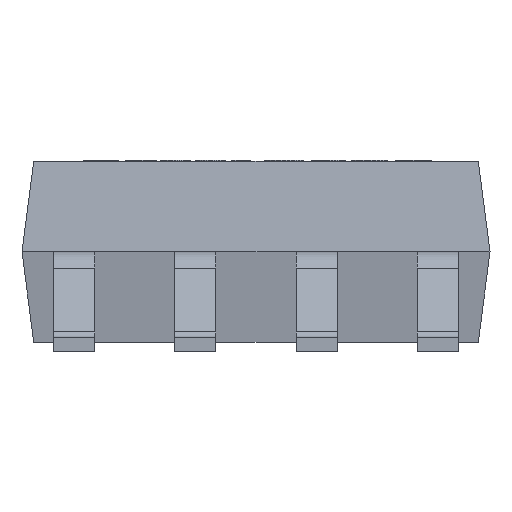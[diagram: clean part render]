
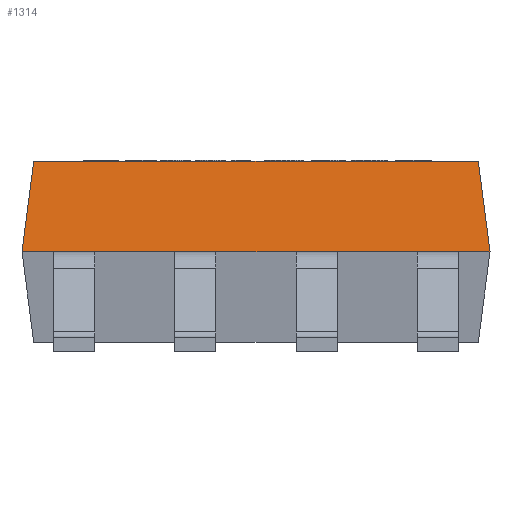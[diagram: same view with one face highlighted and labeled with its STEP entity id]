
A CAD part, left-side view. The second image highlights one B-rep face of the part: STEP entity #1314.
In plain terms, the highlighted free-form (B-spline) face has degree [1, 1] with [2, 2] control points.
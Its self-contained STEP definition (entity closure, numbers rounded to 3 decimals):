
#24 = VERTEX_POINT('',#25);
#25 = CARTESIAN_POINT('',(-2.518,-2.33,2.));
#31 = EDGE_CURVE('',#24,#32,#34,.T.);
#32 = VERTEX_POINT('',#33);
#33 = CARTESIAN_POINT('',(-2.518,2.33,2.));
#34 = LINE('',#35,#36);
#35 = CARTESIAN_POINT('',(-2.518,-2.33,2.));
#36 = VECTOR('',#37,1.);
#37 = DIRECTION('',(0.,1.,0.));
#1203 = EDGE_CURVE('',#24,#1204,#1206,.T.);
#1204 = VERTEX_POINT('',#1205);
#1205 = CARTESIAN_POINT('',(-2.65,-2.453,1.05));
#1206 = B_SPLINE_CURVE_WITH_KNOTS('',1,(#1207,#1208),.UNSPECIFIED.,.F.,
  .F.,(2,2),(0.,1.),.PIECEWISE_BEZIER_KNOTS.);
#1207 = CARTESIAN_POINT('',(-2.518,-2.33,2.));
#1208 = CARTESIAN_POINT('',(-2.65,-2.453,1.05));
#1314 = ADVANCED_FACE('',(#1315),#1396,.T.);
#1315 = FACE_BOUND('',#1316,.T.);
#1316 = EDGE_LOOP('',(#1317,#1318,#1325,#1333,#1341,#1349,#1357,#1365,
    #1373,#1381,#1389,#1395));
#1317 = ORIENTED_EDGE('',*,*,#31,.T.);
#1318 = ORIENTED_EDGE('',*,*,#1319,.T.);
#1319 = EDGE_CURVE('',#32,#1320,#1322,.T.);
#1320 = VERTEX_POINT('',#1321);
#1321 = CARTESIAN_POINT('',(-2.65,2.453,1.05));
#1322 = B_SPLINE_CURVE_WITH_KNOTS('',1,(#1323,#1324),.UNSPECIFIED.,.F.,
  .F.,(2,2),(0.,1.),.PIECEWISE_BEZIER_KNOTS.);
#1323 = CARTESIAN_POINT('',(-2.518,2.33,2.));
#1324 = CARTESIAN_POINT('',(-2.65,2.453,1.05));
#1325 = ORIENTED_EDGE('',*,*,#1326,.F.);
#1326 = EDGE_CURVE('',#1327,#1320,#1329,.T.);
#1327 = VERTEX_POINT('',#1328);
#1328 = CARTESIAN_POINT('',(-2.65,2.12,1.05));
#1329 = LINE('',#1330,#1331);
#1330 = CARTESIAN_POINT('',(-2.65,-2.453,1.05));
#1331 = VECTOR('',#1332,1.);
#1332 = DIRECTION('',(0.,1.,0.));
#1333 = ORIENTED_EDGE('',*,*,#1334,.F.);
#1334 = EDGE_CURVE('',#1335,#1327,#1337,.T.);
#1335 = VERTEX_POINT('',#1336);
#1336 = CARTESIAN_POINT('',(-2.65,1.69,1.05));
#1337 = LINE('',#1338,#1339);
#1338 = CARTESIAN_POINT('',(-2.65,-2.453,1.05));
#1339 = VECTOR('',#1340,1.);
#1340 = DIRECTION('',(0.,1.,0.));
#1341 = ORIENTED_EDGE('',*,*,#1342,.F.);
#1342 = EDGE_CURVE('',#1343,#1335,#1345,.T.);
#1343 = VERTEX_POINT('',#1344);
#1344 = CARTESIAN_POINT('',(-2.65,0.85,1.05));
#1345 = LINE('',#1346,#1347);
#1346 = CARTESIAN_POINT('',(-2.65,-2.453,1.05));
#1347 = VECTOR('',#1348,1.);
#1348 = DIRECTION('',(0.,1.,0.));
#1349 = ORIENTED_EDGE('',*,*,#1350,.F.);
#1350 = EDGE_CURVE('',#1351,#1343,#1353,.T.);
#1351 = VERTEX_POINT('',#1352);
#1352 = CARTESIAN_POINT('',(-2.65,0.42,1.05));
#1353 = LINE('',#1354,#1355);
#1354 = CARTESIAN_POINT('',(-2.65,-2.453,1.05));
#1355 = VECTOR('',#1356,1.);
#1356 = DIRECTION('',(0.,1.,0.));
#1357 = ORIENTED_EDGE('',*,*,#1358,.F.);
#1358 = EDGE_CURVE('',#1359,#1351,#1361,.T.);
#1359 = VERTEX_POINT('',#1360);
#1360 = CARTESIAN_POINT('',(-2.65,-0.42,1.05));
#1361 = LINE('',#1362,#1363);
#1362 = CARTESIAN_POINT('',(-2.65,-2.453,1.05));
#1363 = VECTOR('',#1364,1.);
#1364 = DIRECTION('',(0.,1.,0.));
#1365 = ORIENTED_EDGE('',*,*,#1366,.F.);
#1366 = EDGE_CURVE('',#1367,#1359,#1369,.T.);
#1367 = VERTEX_POINT('',#1368);
#1368 = CARTESIAN_POINT('',(-2.65,-0.85,1.05));
#1369 = LINE('',#1370,#1371);
#1370 = CARTESIAN_POINT('',(-2.65,-2.453,1.05));
#1371 = VECTOR('',#1372,1.);
#1372 = DIRECTION('',(0.,1.,0.));
#1373 = ORIENTED_EDGE('',*,*,#1374,.F.);
#1374 = EDGE_CURVE('',#1375,#1367,#1377,.T.);
#1375 = VERTEX_POINT('',#1376);
#1376 = CARTESIAN_POINT('',(-2.65,-1.69,1.05));
#1377 = LINE('',#1378,#1379);
#1378 = CARTESIAN_POINT('',(-2.65,-2.453,1.05));
#1379 = VECTOR('',#1380,1.);
#1380 = DIRECTION('',(0.,1.,0.));
#1381 = ORIENTED_EDGE('',*,*,#1382,.F.);
#1382 = EDGE_CURVE('',#1383,#1375,#1385,.T.);
#1383 = VERTEX_POINT('',#1384);
#1384 = CARTESIAN_POINT('',(-2.65,-2.12,1.05));
#1385 = LINE('',#1386,#1387);
#1386 = CARTESIAN_POINT('',(-2.65,-2.453,1.05));
#1387 = VECTOR('',#1388,1.);
#1388 = DIRECTION('',(0.,1.,0.));
#1389 = ORIENTED_EDGE('',*,*,#1390,.F.);
#1390 = EDGE_CURVE('',#1204,#1383,#1391,.T.);
#1391 = LINE('',#1392,#1393);
#1392 = CARTESIAN_POINT('',(-2.65,-2.453,1.05));
#1393 = VECTOR('',#1394,1.);
#1394 = DIRECTION('',(0.,1.,0.));
#1395 = ORIENTED_EDGE('',*,*,#1203,.F.);
#1396 = B_SPLINE_SURFACE_WITH_KNOTS('',1,1,(
    (#1397,#1398)
    ,(#1399,#1400
    )),.UNSPECIFIED.,.F.,.F.,.F.,(2,2),(2,2),(0.,4.905),(0.,1.),
  .PIECEWISE_BEZIER_KNOTS.);
#1397 = CARTESIAN_POINT('',(-2.518,-2.33,2.));
#1398 = CARTESIAN_POINT('',(-2.65,-2.453,1.05));
#1399 = CARTESIAN_POINT('',(-2.518,2.33,2.));
#1400 = CARTESIAN_POINT('',(-2.65,2.453,1.05));
